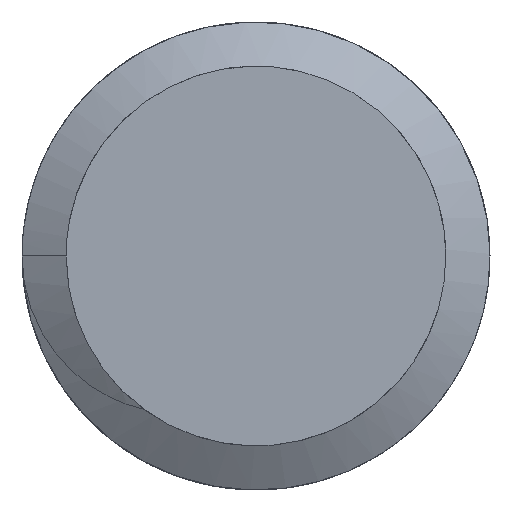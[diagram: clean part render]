
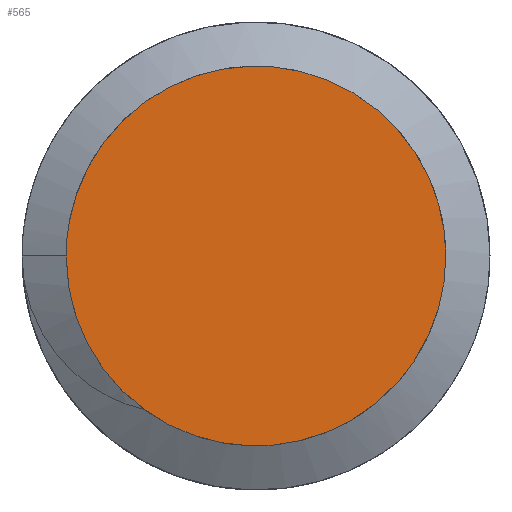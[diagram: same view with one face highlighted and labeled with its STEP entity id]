
A CAD part, left-side view. The second image highlights one B-rep face of the part: STEP entity #565.
In plain terms, the highlighted free-form (B-spline) face has degree [1, 1] with [2, 2] control points.
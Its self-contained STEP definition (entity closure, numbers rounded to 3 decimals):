
#544=CARTESIAN_POINT('',(0.,-10.05,10.05));
#545=CARTESIAN_POINT('',(0.,-10.05,-10.05));
#546=CARTESIAN_POINT('',(0.,10.05,10.05));
#547=CARTESIAN_POINT('',(0.,10.05,-10.05));
#548=B_SPLINE_SURFACE_WITH_KNOTS('',1,1,((#544,#545),(#546,#547)),.PLANE_SURF.,.F.,.F.,.U.,(2,2),(2,2),(-1.,2.),(-1.,2.),.UNSPECIFIED.);
#549=CARTESIAN_POINT('',(0.,3.35,0.));
#550=VERTEX_POINT('',#549);
#551=CARTESIAN_POINT('',(0.,3.35,0.));
#552=CARTESIAN_POINT('',(0.,3.35,-3.35));
#553=CARTESIAN_POINT('',(0.,0.,-3.35));
#554=CARTESIAN_POINT('',(0.,-3.35,-3.35));
#555=CARTESIAN_POINT('',(0.,-3.35,0.));
#556=CARTESIAN_POINT('',(0.,-3.35,3.35));
#557=CARTESIAN_POINT('',(0.,0.,3.35));
#558=CARTESIAN_POINT('',(0.,3.35,3.35));
#559=CARTESIAN_POINT('',(0.,3.35,0.));
#560=(BOUNDED_CURVE()B_SPLINE_CURVE(2,(#551,#552,#553,#554,#555,#556,#557,#558,#559),.CIRCULAR_ARC.,.T.,.U.)B_SPLINE_CURVE_WITH_KNOTS((3,2,2,2,3),(0.,0.25,0.5,0.75,1.),.UNSPECIFIED.)CURVE()GEOMETRIC_REPRESENTATION_ITEM()RATIONAL_B_SPLINE_CURVE((1.,0.707,1.,0.707,1.,0.707,1.,0.707,1.))REPRESENTATION_ITEM(''));
#561=EDGE_CURVE('',#550,#550,#560,.T.);
#562=ORIENTED_EDGE('',*,*,#561,.T.);
#563=EDGE_LOOP('',(#562));
#564=FACE_OUTER_BOUND('',#563,.T.);
#565=ADVANCED_FACE('',(#564),#548,.T.);
